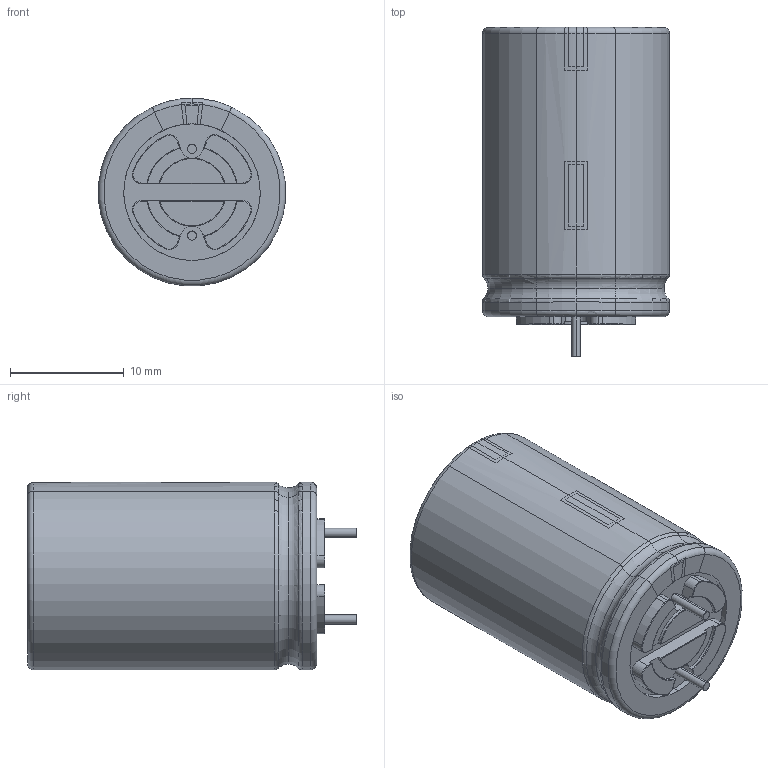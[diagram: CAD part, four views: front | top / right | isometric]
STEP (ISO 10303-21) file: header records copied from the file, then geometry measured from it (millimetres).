
FILE_DESCRIPTION (( 'STEP AP214' ), '1' );
FILE_NAME ('9F2A5779-D2BE-4009-855E-28B1AA4B14C2.STEP', '2023-08-30T11:15:40', ( '' ), ( '' ), 'SwSTEP 2.0', 'SolidWorks 2022', '' );
FILE_SCHEMA (( 'AUTOMOTIVE_DESIGN' ));
Length unit declared in the file: millimetre
Products named in the file (1): 9F2A5779-D2BE-4009-855E-28B1AA4B14C2
Bounding box: 16.44 x 28.9 x 16.47 mm (x, y, z)
Volume: 5388.4 mm3; surface area: 1990.7 mm2
Topology: 5 solids, 5 shells, 147 faces, 356 edges, 219 vertices
Faces by surface type: cylinder 60, torus 48, plane 39
Entity records: 6068 total; most frequent: CARTESIAN_POINT 1063, DIRECTION 831, ORIENTED_EDGE 712, EDGE_CURVE 356, AXIS2_PLACEMENT_3D 353, VERTEX_POINT 219, CIRCLE 205, FACE_OUTER_BOUND 147
